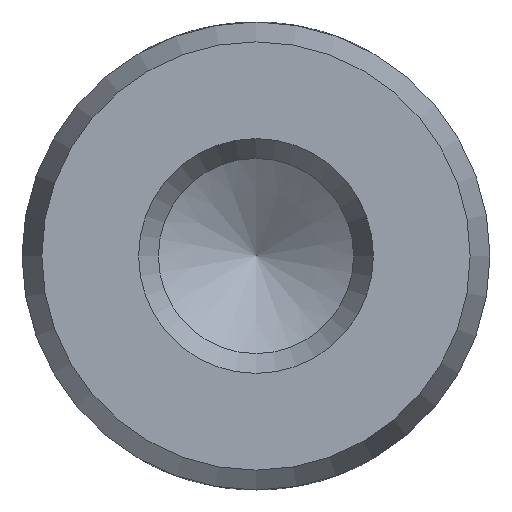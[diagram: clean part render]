
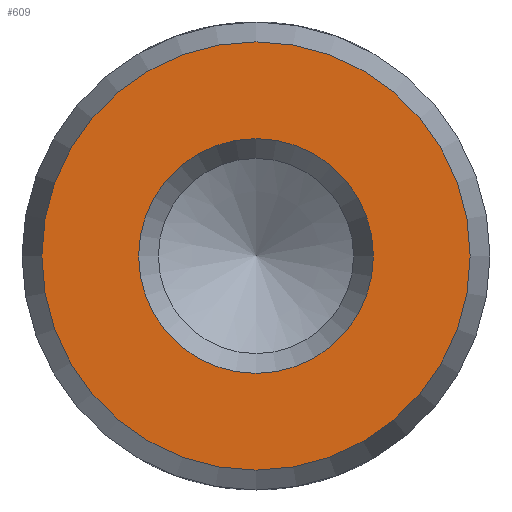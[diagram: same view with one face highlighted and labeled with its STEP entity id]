
A CAD part, front view. The second image highlights one B-rep face of the part: STEP entity #609.
In plain terms, the highlighted planar face has unit normal (0, -1, 0).
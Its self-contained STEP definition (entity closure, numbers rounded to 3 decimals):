
#17=PLANE('',#670);
#36=CIRCLE('',#652,1.504);
#41=CIRCLE('',#661,2.743);
#62=FACE_BOUND('',#125,.T.);
#84=FACE_OUTER_BOUND('',#124,.T.);
#124=EDGE_LOOP('',(#463));
#125=EDGE_LOOP('',(#464));
#278=VERTEX_POINT('',#2652);
#282=VERTEX_POINT('',#2669);
#334=EDGE_CURVE('',#278,#278,#36,.T.);
#343=EDGE_CURVE('',#282,#282,#41,.T.);
#463=ORIENTED_EDGE('',*,*,#343,.F.);
#464=ORIENTED_EDGE('',*,*,#334,.T.);
#609=ADVANCED_FACE('',(#84,#62),#17,.F.);
#652=AXIS2_PLACEMENT_3D('',#2654,#716,#717);
#661=AXIS2_PLACEMENT_3D('',#2671,#738,#739);
#670=AXIS2_PLACEMENT_3D('',#2927,#759,#760);
#716=DIRECTION('center_axis',(0.,1.,0.));
#717=DIRECTION('ref_axis',(0.,0.,1.));
#738=DIRECTION('center_axis',(0.,1.,0.));
#739=DIRECTION('ref_axis',(0.,0.,1.));
#759=DIRECTION('center_axis',(0.,1.,0.));
#760=DIRECTION('ref_axis',(0.,0.,1.));
#2652=CARTESIAN_POINT('',(-10.571,-45.634,76.51));
#2654=CARTESIAN_POINT('Origin',(-10.571,-45.634,75.006));
#2669=CARTESIAN_POINT('',(-10.571,-45.634,72.263));
#2671=CARTESIAN_POINT('Origin',(-10.571,-45.634,75.006));
#2927=CARTESIAN_POINT('Origin',(-7.828,-45.634,75.006));
